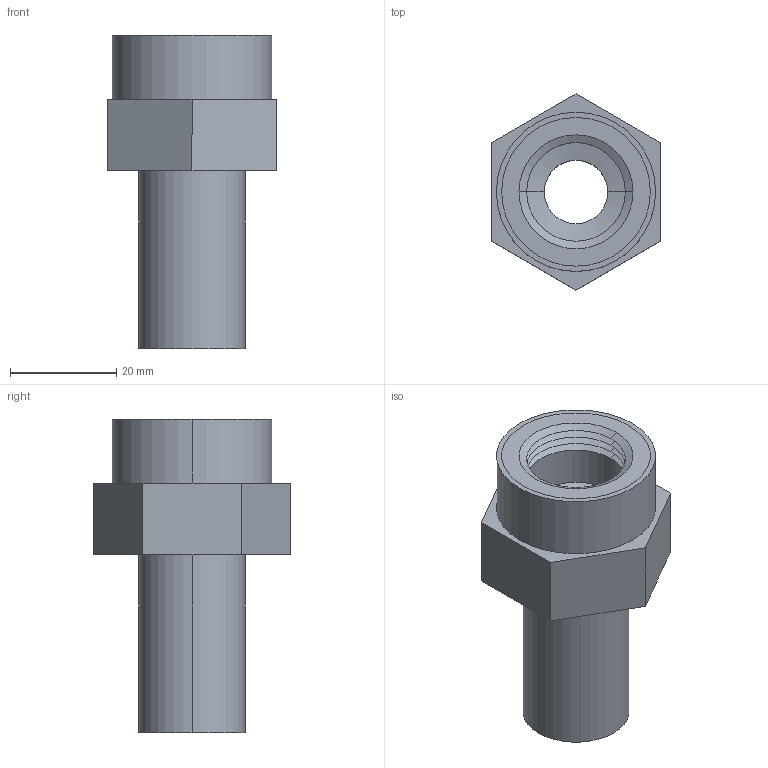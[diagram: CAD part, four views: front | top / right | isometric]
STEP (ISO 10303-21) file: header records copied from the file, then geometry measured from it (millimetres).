
FILE_DESCRIPTION (( 'STEP AP203' ), '1' );
FILE_NAME ('Transition Adaptor Pe Female_001 117 6211 0020.step', '2020-01-02T11:31:28', ( '' ), ( '' ), 'SwSTEP 2.0', 'SolidWorks 2019', '' );
FILE_SCHEMA (( 'CONFIG_CONTROL_DESIGN' ));
Length unit declared in the file: millimetre
Products named in the file (1): Transition Adaptor Pe Female_001 117 6211 0020
Bounding box: 32 x 36.95 x 59 mm (x, y, z)
Volume: 21571.8 mm3; surface area: 11395.5 mm2
Topology: 2 solids, 2 shells, 44 faces, 92 edges, 54 vertices
Faces by surface type: cone 18, cylinder 14, plane 12
Entity records: 1245 total; most frequent: DIRECTION 224, CARTESIAN_POINT 191, ORIENTED_EDGE 184, EDGE_CURVE 92, AXIS2_PLACEMENT_3D 87, VERTEX_POINT 54, EDGE_LOOP 50, LINE 50
